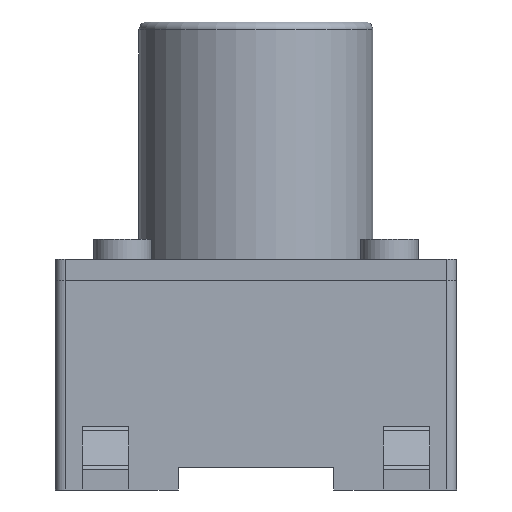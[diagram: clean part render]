
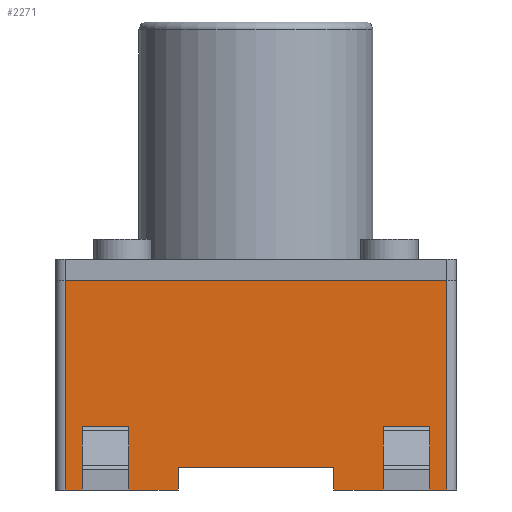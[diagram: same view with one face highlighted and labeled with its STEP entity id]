
A CAD part, front view. The second image highlights one B-rep face of the part: STEP entity #2271.
In plain terms, the highlighted planar face has unit normal (0, -1, 0).
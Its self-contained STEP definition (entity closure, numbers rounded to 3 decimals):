
#108=ORIENTED_EDGE('',*,*,#574,.F.);
#109=ORIENTED_EDGE('',*,*,#575,.F.);
#110=ORIENTED_EDGE('',*,*,#576,.F.);
#111=ORIENTED_EDGE('',*,*,#577,.F.);
#112=ORIENTED_EDGE('',*,*,#578,.F.);
#113=ORIENTED_EDGE('',*,*,#579,.T.);
#114=ORIENTED_EDGE('',*,*,#580,.T.);
#115=ORIENTED_EDGE('',*,*,#581,.F.);
#116=ORIENTED_EDGE('',*,*,#582,.T.);
#117=ORIENTED_EDGE('',*,*,#583,.T.);
#118=ORIENTED_EDGE('',*,*,#584,.F.);
#119=ORIENTED_EDGE('',*,*,#585,.F.);
#120=ORIENTED_EDGE('',*,*,#586,.T.);
#121=ORIENTED_EDGE('',*,*,#587,.T.);
#122=ORIENTED_EDGE('',*,*,#588,.F.);
#123=ORIENTED_EDGE('',*,*,#589,.T.);
#574=EDGE_CURVE('',#807,#808,#964,.T.);
#575=EDGE_CURVE('',#809,#807,#965,.T.);
#576=EDGE_CURVE('',#810,#809,#966,.T.);
#577=EDGE_CURVE('',#808,#810,#967,.T.);
#578=EDGE_CURVE('',#811,#812,#968,.T.);
#579=EDGE_CURVE('',#811,#813,#969,.T.);
#580=EDGE_CURVE('',#813,#814,#970,.T.);
#581=EDGE_CURVE('',#812,#814,#971,.T.);
#582=EDGE_CURVE('',#815,#816,#972,.T.);
#583=EDGE_CURVE('',#816,#817,#973,.T.);
#584=EDGE_CURVE('',#818,#817,#974,.T.);
#585=EDGE_CURVE('',#819,#818,#975,.T.);
#586=EDGE_CURVE('',#819,#820,#976,.T.);
#587=EDGE_CURVE('',#820,#821,#977,.T.);
#588=EDGE_CURVE('',#822,#821,#978,.T.);
#589=EDGE_CURVE('',#822,#815,#979,.T.);
#807=VERTEX_POINT('',#3008);
#808=VERTEX_POINT('',#3009);
#809=VERTEX_POINT('',#3011);
#810=VERTEX_POINT('',#3013);
#811=VERTEX_POINT('',#3016);
#812=VERTEX_POINT('',#3017);
#813=VERTEX_POINT('',#3019);
#814=VERTEX_POINT('',#3021);
#815=VERTEX_POINT('',#3024);
#816=VERTEX_POINT('',#3025);
#817=VERTEX_POINT('',#3027);
#818=VERTEX_POINT('',#3029);
#819=VERTEX_POINT('',#3031);
#820=VERTEX_POINT('',#3033);
#821=VERTEX_POINT('',#3035);
#822=VERTEX_POINT('',#3037);
#964=LINE('',#3007,#1140);
#965=LINE('',#3010,#1141);
#966=LINE('',#3012,#1142);
#967=LINE('',#3014,#1143);
#968=LINE('',#3015,#1144);
#969=LINE('',#3018,#1145);
#970=LINE('',#3020,#1146);
#971=LINE('',#3022,#1147);
#972=LINE('',#3023,#1148);
#973=LINE('',#3026,#1149);
#974=LINE('',#3028,#1150);
#975=LINE('',#3030,#1151);
#976=LINE('',#3032,#1152);
#977=LINE('',#3034,#1153);
#978=LINE('',#3036,#1154);
#979=LINE('',#3038,#1155);
#1140=VECTOR('',#2527,1000.);
#1141=VECTOR('',#2528,1000.);
#1142=VECTOR('',#2529,1000.);
#1143=VECTOR('',#2530,1000.);
#1144=VECTOR('',#2531,1000.);
#1145=VECTOR('',#2532,1000.);
#1146=VECTOR('',#2533,1000.);
#1147=VECTOR('',#2534,1000.);
#1148=VECTOR('',#2535,1000.);
#1149=VECTOR('',#2536,1000.);
#1150=VECTOR('',#2537,1000.);
#1151=VECTOR('',#2538,1000.);
#1152=VECTOR('',#2539,1000.);
#1153=VECTOR('',#2540,1000.);
#1154=VECTOR('',#2541,1000.);
#1155=VECTOR('',#2542,1000.);
#1316=EDGE_LOOP('',(#108,#109,#110,#111));
#1317=EDGE_LOOP('',(#112,#113,#114,#115));
#1318=EDGE_LOOP('',(#116,#117,#118,#119,#120,#121,#122,#123));
#1428=FACE_BOUND('',#1316,.T.);
#1429=FACE_BOUND('',#1317,.T.);
#1430=FACE_BOUND('',#1318,.T.);
#1540=PLANE('',#2371);
#2271=ADVANCED_FACE('',(#1428,#1429,#1430),#1540,.T.);
#2371=AXIS2_PLACEMENT_3D('',#3006,#2525,#2526);
#2525=DIRECTION('',(0.,-1.,0.));
#2526=DIRECTION('',(0.,0.,-1.));
#2527=DIRECTION('',(0.,0.,-1.));
#2528=DIRECTION('',(-1.,0.,0.));
#2529=DIRECTION('',(0.,0.,1.));
#2530=DIRECTION('',(1.,0.,0.));
#2531=DIRECTION('',(-1.,0.,0.));
#2532=DIRECTION('',(0.,0.,-1.));
#2533=DIRECTION('',(-1.,0.,0.));
#2534=DIRECTION('',(0.,0.,-1.));
#2535=DIRECTION('',(1.,0.,0.));
#2536=DIRECTION('',(0.,0.,-1.));
#2537=DIRECTION('',(-1.,0.,0.));
#2538=DIRECTION('',(0.,0.,-1.));
#2539=DIRECTION('',(-1.,0.,0.));
#2540=DIRECTION('',(0.,0.,-1.));
#2541=DIRECTION('',(-1.,0.,0.));
#2542=DIRECTION('',(0.,0.,1.));
#3006=CARTESIAN_POINT('',(-2.85,-3.,3.45));
#3007=CARTESIAN_POINT('',(-2.6,-3.,0.954));
#3008=CARTESIAN_POINT('',(-2.6,-3.,0.954));
#3009=CARTESIAN_POINT('',(-2.6,-3.,0.63));
#3010=CARTESIAN_POINT('',(-2.85,-3.,0.954));
#3011=CARTESIAN_POINT('',(-1.9,-3.,0.954));
#3012=CARTESIAN_POINT('',(-1.9,-3.,3.45));
#3013=CARTESIAN_POINT('',(-1.9,-3.,0.63));
#3014=CARTESIAN_POINT('',(-2.85,-3.,0.63));
#3015=CARTESIAN_POINT('',(2.6,-3.,0.954));
#3016=CARTESIAN_POINT('',(2.6,-3.,0.954));
#3017=CARTESIAN_POINT('',(1.9,-3.,0.954));
#3018=CARTESIAN_POINT('',(2.6,-3.,0.954));
#3019=CARTESIAN_POINT('',(2.6,-3.,0.63));
#3020=CARTESIAN_POINT('',(2.6,-3.,0.63));
#3021=CARTESIAN_POINT('',(1.9,-3.,0.63));
#3022=CARTESIAN_POINT('',(1.9,-3.,0.954));
#3023=CARTESIAN_POINT('',(-2.85,-3.,0.331));
#3024=CARTESIAN_POINT('',(-1.165,-3.,0.331));
#3025=CARTESIAN_POINT('',(1.165,-3.,0.331));
#3026=CARTESIAN_POINT('',(1.165,-3.,3.45));
#3027=CARTESIAN_POINT('',(1.165,-3.,0.));
#3028=CARTESIAN_POINT('',(-2.85,-3.,0.));
#3029=CARTESIAN_POINT('',(2.85,-3.,0.));
#3030=CARTESIAN_POINT('',(2.85,-3.,3.45));
#3031=CARTESIAN_POINT('',(2.85,-3.,3.134));
#3032=CARTESIAN_POINT('',(-2.85,-3.,3.134));
#3033=CARTESIAN_POINT('',(-2.85,-3.,3.134));
#3034=CARTESIAN_POINT('',(-2.85,-3.,3.45));
#3035=CARTESIAN_POINT('',(-2.85,-3.,0.));
#3036=CARTESIAN_POINT('',(-2.85,-3.,0.));
#3037=CARTESIAN_POINT('',(-1.165,-3.,0.));
#3038=CARTESIAN_POINT('',(-1.165,-3.,3.45));
